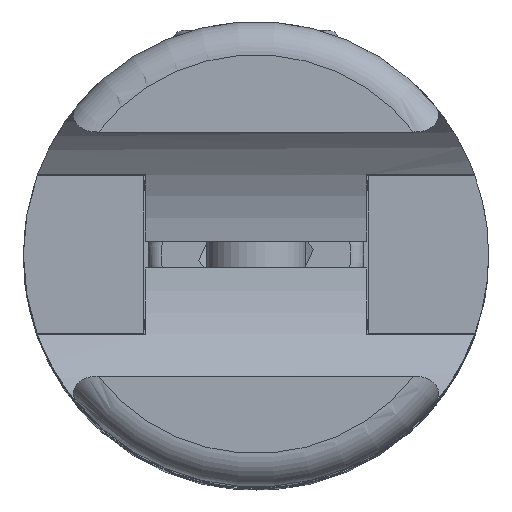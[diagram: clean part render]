
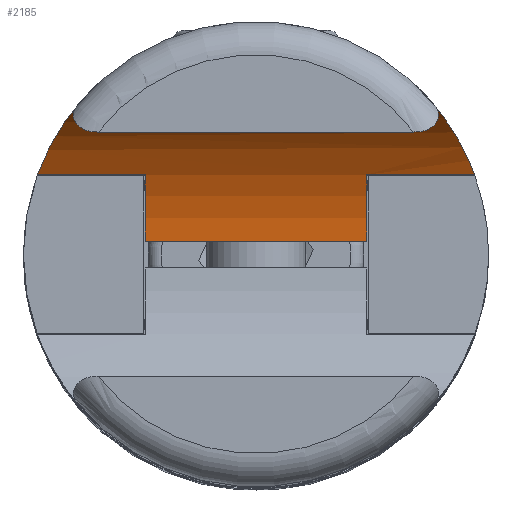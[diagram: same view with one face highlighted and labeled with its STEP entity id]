
A CAD part, top view. The second image highlights one B-rep face of the part: STEP entity #2185.
In plain terms, the highlighted cylindrical face has radius 10.5 mm (diameter 21 mm), a partial arc.
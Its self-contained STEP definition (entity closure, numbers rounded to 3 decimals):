
#131=B_SPLINE_CURVE_WITH_KNOTS('',3,(#3808,#3809,#3810,#3811,#3812,#3813,
#3814,#3815,#3816,#3817,#3818,#3819,#3820,#3821),.UNSPECIFIED.,.F.,.F.,
(4,2,2,2,2,2,4),(2.37,2.475,2.564,2.636,
2.702,2.773,2.793),.UNSPECIFIED.);
#132=B_SPLINE_CURVE_WITH_KNOTS('',3,(#3825,#3826,#3827,#3828,#3829,#3830,
#3831,#3832,#3833,#3834,#3835,#3836,#3837,#3838),.UNSPECIFIED.,.F.,.F.,
(4,2,2,2,2,2,4),(1.381,1.431,1.485,1.534,
1.592,1.659,1.731),.UNSPECIFIED.);
#133=B_SPLINE_CURVE_WITH_KNOTS('',3,(#3843,#3844,#3845,#3846,#3847,#3848,
#3849,#3850,#3851,#3852,#3853,#3854,#3855,#3856,#3857,#3858,#3859),
 .UNSPECIFIED.,.F.,.F.,(4,2,2,2,3,2,2,4),(-1.184,-0.846,
-0.423,-0.212,0.,0.212,0.423,
0.585),.UNSPECIFIED.);
#134=B_SPLINE_CURVE_WITH_KNOTS('',3,(#3865,#3866,#3867,#3868,#3869,#3870,
#3871,#3872,#3873,#3874,#3875,#3876,#3877,#3878,#3879,#3880,#3881),
 .UNSPECIFIED.,.F.,.F.,(4,2,2,3,2,2,2,4),(-0.585,-0.423,
-0.212,0.,0.212,0.423,0.846,
1.184),.UNSPECIFIED.);
#326=FACE_OUTER_BOUND('',#462,.T.);
#462=EDGE_LOOP('',(#1751,#1752,#1753,#1754,#1755,#1756,#1757,#1758,#1759,
#1760));
#626=LINE('',#3720,#778);
#630=LINE('',#3728,#782);
#642=LINE('',#3841,#794);
#643=LINE('',#3863,#795);
#778=VECTOR('',#2963,10.);
#782=VECTOR('',#2967,10.);
#794=VECTOR('',#3015,10.);
#795=VECTOR('',#3020,10.);
#886=CIRCLE('',#2564,10.5);
#887=CIRCLE('',#2565,10.5);
#1031=VERTEX_POINT('',#3717);
#1032=VERTEX_POINT('',#3719);
#1035=VERTEX_POINT('',#3725);
#1036=VERTEX_POINT('',#3727);
#1051=VERTEX_POINT('',#3806);
#1052=VERTEX_POINT('',#3807);
#1053=VERTEX_POINT('',#3822);
#1054=VERTEX_POINT('',#3824);
#1055=VERTEX_POINT('',#3860);
#1056=VERTEX_POINT('',#3862);
#1281=EDGE_CURVE('',#1031,#1032,#626,.T.);
#1285=EDGE_CURVE('',#1035,#1036,#630,.T.);
#1306=EDGE_CURVE('',#1051,#1052,#131,.T.);
#1308=EDGE_CURVE('',#1053,#1054,#132,.T.);
#1310=EDGE_CURVE('',#1052,#1053,#642,.T.);
#1311=EDGE_CURVE('',#1036,#1051,#133,.T.);
#1312=EDGE_CURVE('',#1055,#1035,#886,.T.);
#1313=EDGE_CURVE('',#1056,#1055,#643,.T.);
#1314=EDGE_CURVE('',#1032,#1056,#887,.T.);
#1315=EDGE_CURVE('',#1054,#1031,#134,.T.);
#1751=ORIENTED_EDGE('',*,*,#1308,.F.);
#1752=ORIENTED_EDGE('',*,*,#1310,.F.);
#1753=ORIENTED_EDGE('',*,*,#1306,.F.);
#1754=ORIENTED_EDGE('',*,*,#1311,.F.);
#1755=ORIENTED_EDGE('',*,*,#1285,.F.);
#1756=ORIENTED_EDGE('',*,*,#1312,.F.);
#1757=ORIENTED_EDGE('',*,*,#1313,.F.);
#1758=ORIENTED_EDGE('',*,*,#1314,.F.);
#1759=ORIENTED_EDGE('',*,*,#1281,.F.);
#1760=ORIENTED_EDGE('',*,*,#1315,.F.);
#2115=CYLINDRICAL_SURFACE('',#2563,10.5);
#2185=ADVANCED_FACE('',(#326),#2115,.F.);
#2563=AXIS2_PLACEMENT_3D('',#3842,#3016,#3017);
#2564=AXIS2_PLACEMENT_3D('',#3861,#3018,#3019);
#2565=AXIS2_PLACEMENT_3D('',#3864,#3021,#3022);
#2963=DIRECTION('',(0.,-1.,0.));
#2967=DIRECTION('',(0.,-1.,0.));
#3015=DIRECTION('',(0.,1.,0.));
#3016=DIRECTION('center_axis',(0.,1.,0.));
#3017=DIRECTION('ref_axis',(-0.94,0.,-0.342));
#3018=DIRECTION('center_axis',(0.,1.,0.));
#3019=DIRECTION('ref_axis',(1.,0.,0.));
#3020=DIRECTION('',(0.,-1.,0.));
#3021=DIRECTION('center_axis',(0.,-1.,0.));
#3022=DIRECTION('ref_axis',(1.,0.,0.));
#3717=CARTESIAN_POINT('',(-4.8,13.151,14.161));
#3719=CARTESIAN_POINT('',(-4.8,6.65,14.161));
#3720=CARTESIAN_POINT('',(-4.8,0.,14.161));
#3725=CARTESIAN_POINT('',(-4.8,-6.65,14.161));
#3727=CARTESIAN_POINT('',(-4.8,-13.151,14.161));
#3728=CARTESIAN_POINT('',(-4.8,0.,14.161));
#3806=CARTESIAN_POINT('',(-8.944,-10.77,29.));
#3807=CARTESIAN_POINT('',(-7.348,-9.487,31.));
#3808=CARTESIAN_POINT('Ctrl Pts',(-8.944,-10.77,29.));
#3809=CARTESIAN_POINT('Ctrl Pts',(-8.776,-10.91,29.274));
#3810=CARTESIAN_POINT('Ctrl Pts',(-8.593,-10.982,29.542));
#3811=CARTESIAN_POINT('Ctrl Pts',(-8.257,-10.997,29.992));
#3812=CARTESIAN_POINT('Ctrl Pts',(-8.104,-10.959,30.18));
#3813=CARTESIAN_POINT('Ctrl Pts',(-7.851,-10.814,30.474));
#3814=CARTESIAN_POINT('Ctrl Pts',(-7.743,-10.719,30.593));
#3815=CARTESIAN_POINT('Ctrl Pts',(-7.565,-10.477,30.783));
#3816=CARTESIAN_POINT('Ctrl Pts',(-7.496,-10.339,30.853));
#3817=CARTESIAN_POINT('Ctrl Pts',(-7.392,-10.014,30.958));
#3818=CARTESIAN_POINT('Ctrl Pts',(-7.363,-9.831,30.986));
#3819=CARTESIAN_POINT('Ctrl Pts',(-7.35,-9.592,30.999));
#3820=CARTESIAN_POINT('Ctrl Pts',(-7.348,-9.54,31.));
#3821=CARTESIAN_POINT('Ctrl Pts',(-7.348,-9.487,31.));
#3822=CARTESIAN_POINT('',(-7.348,9.487,31.));
#3824=CARTESIAN_POINT('',(-8.944,10.77,29.));
#3825=CARTESIAN_POINT('Ctrl Pts',(-7.348,9.487,31.));
#3826=CARTESIAN_POINT('Ctrl Pts',(-7.348,9.656,31.));
#3827=CARTESIAN_POINT('Ctrl Pts',(-7.362,9.825,30.987));
#3828=CARTESIAN_POINT('Ctrl Pts',(-7.43,10.16,30.919));
#3829=CARTESIAN_POINT('Ctrl Pts',(-7.486,10.318,30.864));
#3830=CARTESIAN_POINT('Ctrl Pts',(-7.635,10.586,30.709));
#3831=CARTESIAN_POINT('Ctrl Pts',(-7.721,10.691,30.617));
#3832=CARTESIAN_POINT('Ctrl Pts',(-7.926,10.868,30.389));
#3833=CARTESIAN_POINT('Ctrl Pts',(-8.044,10.929,30.251));
#3834=CARTESIAN_POINT('Ctrl Pts',(-8.3,11.,29.935));
#3835=CARTESIAN_POINT('Ctrl Pts',(-8.437,10.999,29.755));
#3836=CARTESIAN_POINT('Ctrl Pts',(-8.701,10.935,29.381));
#3837=CARTESIAN_POINT('Ctrl Pts',(-8.829,10.866,29.187));
#3838=CARTESIAN_POINT('Ctrl Pts',(-8.944,10.77,29.));
#3841=CARTESIAN_POINT('',(-7.348,0.,31.));
#3842=CARTESIAN_POINT('Origin',(0.,0.,23.5));
#3843=CARTESIAN_POINT('Ctrl Pts',(-4.8,-13.151,14.161));
#3844=CARTESIAN_POINT('Ctrl Pts',(-5.804,-12.785,14.678));
#3845=CARTESIAN_POINT('Ctrl Pts',(-6.697,-12.324,15.347));
#3846=CARTESIAN_POINT('Ctrl Pts',(-8.337,-11.299,16.987));
#3847=CARTESIAN_POINT('Ctrl Pts',(-9.127,-10.642,18.128));
#3848=CARTESIAN_POINT('Ctrl Pts',(-9.937,-9.869,20.038));
#3849=CARTESIAN_POINT('Ctrl Pts',(-10.147,-9.648,20.709));
#3850=CARTESIAN_POINT('Ctrl Pts',(-10.428,-9.343,22.087));
#3851=CARTESIAN_POINT('Ctrl Pts',(-10.5,-9.26,22.795));
#3852=CARTESIAN_POINT('Ctrl Pts',(-10.5,-9.26,23.5));
#3853=CARTESIAN_POINT('Ctrl Pts',(-10.5,-9.26,24.205));
#3854=CARTESIAN_POINT('Ctrl Pts',(-10.428,-9.343,24.913));
#3855=CARTESIAN_POINT('Ctrl Pts',(-10.147,-9.648,26.291));
#3856=CARTESIAN_POINT('Ctrl Pts',(-9.937,-9.869,26.962));
#3857=CARTESIAN_POINT('Ctrl Pts',(-9.46,-10.324,28.087));
#3858=CARTESIAN_POINT('Ctrl Pts',(-9.217,-10.544,28.556));
#3859=CARTESIAN_POINT('Ctrl Pts',(-8.944,-10.77,29.));
#3860=CARTESIAN_POINT('',(-0.8,-6.65,13.031));
#3861=CARTESIAN_POINT('Origin',(0.,-6.65,23.5));
#3862=CARTESIAN_POINT('',(-0.8,6.65,13.031));
#3863=CARTESIAN_POINT('',(-0.8,0.,13.031));
#3864=CARTESIAN_POINT('Origin',(0.,6.65,23.5));
#3865=CARTESIAN_POINT('Ctrl Pts',(-8.944,10.77,29.));
#3866=CARTESIAN_POINT('Ctrl Pts',(-9.217,10.544,28.556));
#3867=CARTESIAN_POINT('Ctrl Pts',(-9.46,10.324,28.087));
#3868=CARTESIAN_POINT('Ctrl Pts',(-9.937,9.869,26.962));
#3869=CARTESIAN_POINT('Ctrl Pts',(-10.147,9.648,26.291));
#3870=CARTESIAN_POINT('Ctrl Pts',(-10.428,9.343,24.913));
#3871=CARTESIAN_POINT('Ctrl Pts',(-10.5,9.26,24.205));
#3872=CARTESIAN_POINT('Ctrl Pts',(-10.5,9.26,23.5));
#3873=CARTESIAN_POINT('Ctrl Pts',(-10.5,9.26,22.795));
#3874=CARTESIAN_POINT('Ctrl Pts',(-10.428,9.343,22.087));
#3875=CARTESIAN_POINT('Ctrl Pts',(-10.147,9.648,20.709));
#3876=CARTESIAN_POINT('Ctrl Pts',(-9.937,9.869,20.038));
#3877=CARTESIAN_POINT('Ctrl Pts',(-9.127,10.642,18.128));
#3878=CARTESIAN_POINT('Ctrl Pts',(-8.337,11.299,16.987));
#3879=CARTESIAN_POINT('Ctrl Pts',(-6.697,12.324,15.347));
#3880=CARTESIAN_POINT('Ctrl Pts',(-5.804,12.785,14.678));
#3881=CARTESIAN_POINT('Ctrl Pts',(-4.8,13.151,14.161));
